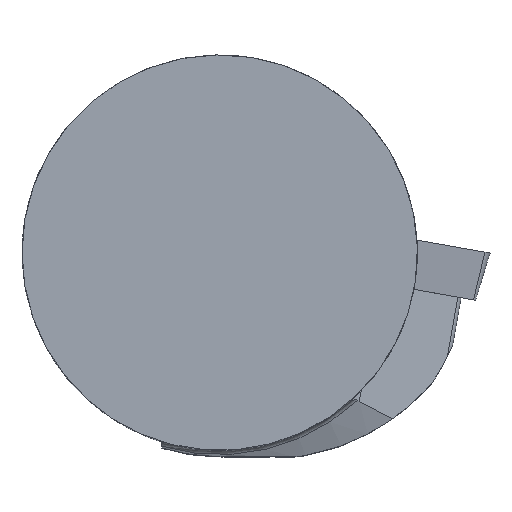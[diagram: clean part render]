
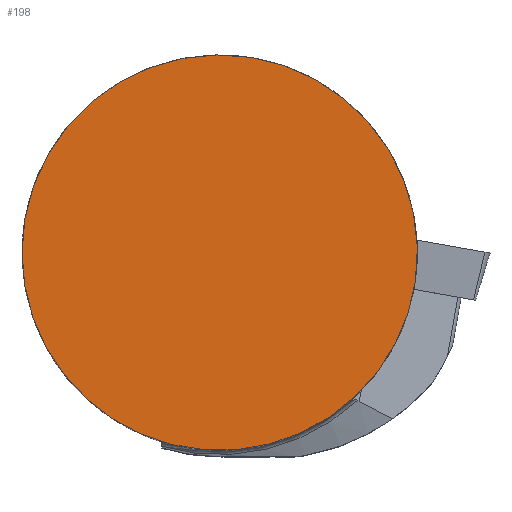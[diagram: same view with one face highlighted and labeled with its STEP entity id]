
A CAD part, top view. The second image highlights one B-rep face of the part: STEP entity #198.
In plain terms, the highlighted planar face has unit normal (0, 0, 1).
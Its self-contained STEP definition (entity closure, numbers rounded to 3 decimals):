
#161=CIRCLE('',#914,16.);
#198=ADVANCED_FACE('',(#262),#235,.T.);
#235=PLANE('',#931);
#262=FACE_OUTER_BOUND('',#297,.T.);
#297=EDGE_LOOP('',(#444));
#444=ORIENTED_EDGE('',*,*,#682,.F.);
#603=VERTEX_POINT('',#1421);
#682=EDGE_CURVE('',#603,#603,#161,.T.);
#914=AXIS2_PLACEMENT_3D('',#1420,#1041,#1042);
#931=AXIS2_PLACEMENT_3D('',#1526,#1077,#1078);
#1041=DIRECTION('',(0.,0.,-1.));
#1042=DIRECTION('',(-1.,0.,0.));
#1077=DIRECTION('',(0.,0.,1.));
#1078=DIRECTION('',(1.,0.,0.));
#1420=CARTESIAN_POINT('',(0.,0.,0.325));
#1421=CARTESIAN_POINT('',(-16.,0.,0.325));
#1526=CARTESIAN_POINT('',(0.,0.,0.325));
